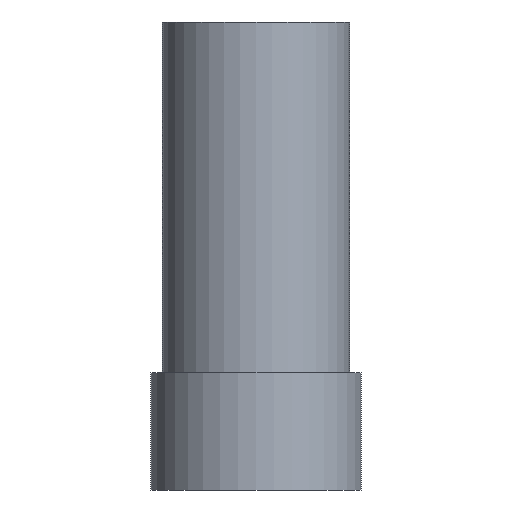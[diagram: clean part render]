
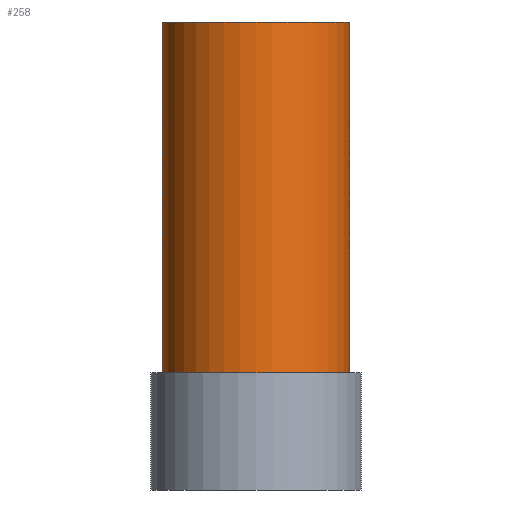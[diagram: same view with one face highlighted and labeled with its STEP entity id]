
A CAD part, front view. The second image highlights one B-rep face of the part: STEP entity #258.
In plain terms, the highlighted cylindrical face has radius 4 mm (diameter 8 mm), a full revolution.
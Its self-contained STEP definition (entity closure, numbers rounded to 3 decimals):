
#188 = EDGE_CURVE('',#189,#189,#191,.T.);
#189 = VERTEX_POINT('',#190);
#190 = CARTESIAN_POINT('',(4.,-15.,5.));
#191 = CIRCLE('',#192,4.);
#192 = AXIS2_PLACEMENT_3D('',#193,#194,#195);
#193 = CARTESIAN_POINT('',(0.,-15.,5.));
#194 = DIRECTION('',(0.,0.,-1.));
#195 = DIRECTION('',(1.,0.,0.));
#258 = ADVANCED_FACE('',(#259,#278),#323,.T.);
#259 = FACE_BOUND('',#260,.F.);
#260 = EDGE_LOOP('',(#261,#262,#270,#277));
#261 = ORIENTED_EDGE('',*,*,#188,.T.);
#262 = ORIENTED_EDGE('',*,*,#263,.T.);
#263 = EDGE_CURVE('',#189,#264,#266,.T.);
#264 = VERTEX_POINT('',#265);
#265 = CARTESIAN_POINT('',(4.,-15.,20.));
#266 = LINE('',#267,#268);
#267 = CARTESIAN_POINT('',(4.,-15.,1.));
#268 = VECTOR('',#269,1.);
#269 = DIRECTION('',(0.,0.,1.));
#270 = ORIENTED_EDGE('',*,*,#271,.T.);
#271 = EDGE_CURVE('',#264,#264,#272,.T.);
#272 = CIRCLE('',#273,4.);
#273 = AXIS2_PLACEMENT_3D('',#274,#275,#276);
#274 = CARTESIAN_POINT('',(0.,-15.,20.));
#275 = DIRECTION('',(0.,0.,1.));
#276 = DIRECTION('',(1.,0.,0.));
#277 = ORIENTED_EDGE('',*,*,#263,.F.);
#278 = FACE_BOUND('',#279,.F.);
#279 = EDGE_LOOP('',(#280,#290,#299,#307,#316));
#280 = ORIENTED_EDGE('',*,*,#281,.F.);
#281 = EDGE_CURVE('',#282,#284,#286,.T.);
#282 = VERTEX_POINT('',#283);
#283 = CARTESIAN_POINT('',(-2.5,-11.878,19.));
#284 = VERTEX_POINT('',#285);
#285 = CARTESIAN_POINT('',(-2.5,-11.878,11.));
#286 = LINE('',#287,#288);
#287 = CARTESIAN_POINT('',(-2.5,-11.878,1.));
#288 = VECTOR('',#289,1.);
#289 = DIRECTION('',(-0.,-0.,-1.));
#290 = ORIENTED_EDGE('',*,*,#291,.T.);
#291 = EDGE_CURVE('',#282,#292,#294,.T.);
#292 = VERTEX_POINT('',#293);
#293 = CARTESIAN_POINT('',(2.5,-11.878,19.));
#294 = CIRCLE('',#295,4.);
#295 = AXIS2_PLACEMENT_3D('',#296,#297,#298);
#296 = CARTESIAN_POINT('',(0.,-15.,19.));
#297 = DIRECTION('',(0.,0.,-1.));
#298 = DIRECTION('',(1.,0.,0.));
#299 = ORIENTED_EDGE('',*,*,#300,.T.);
#300 = EDGE_CURVE('',#292,#301,#303,.T.);
#301 = VERTEX_POINT('',#302);
#302 = CARTESIAN_POINT('',(2.5,-11.878,11.));
#303 = LINE('',#304,#305);
#304 = CARTESIAN_POINT('',(2.5,-11.878,1.));
#305 = VECTOR('',#306,1.);
#306 = DIRECTION('',(-0.,-0.,-1.));
#307 = ORIENTED_EDGE('',*,*,#308,.F.);
#308 = EDGE_CURVE('',#309,#301,#311,.T.);
#309 = VERTEX_POINT('',#310);
#310 = CARTESIAN_POINT('',(0.,-11.,11.));
#311 = CIRCLE('',#312,4.);
#312 = AXIS2_PLACEMENT_3D('',#313,#314,#315);
#313 = CARTESIAN_POINT('',(0.,-15.,11.));
#314 = DIRECTION('',(0.,0.,-1.));
#315 = DIRECTION('',(1.,0.,0.));
#316 = ORIENTED_EDGE('',*,*,#317,.F.);
#317 = EDGE_CURVE('',#284,#309,#318,.T.);
#318 = CIRCLE('',#319,4.);
#319 = AXIS2_PLACEMENT_3D('',#320,#321,#322);
#320 = CARTESIAN_POINT('',(0.,-15.,11.));
#321 = DIRECTION('',(0.,0.,-1.));
#322 = DIRECTION('',(1.,0.,0.));
#323 = CYLINDRICAL_SURFACE('',#324,4.);
#324 = AXIS2_PLACEMENT_3D('',#325,#326,#327);
#325 = CARTESIAN_POINT('',(0.,-15.,1.));
#326 = DIRECTION('',(-0.,-0.,-1.));
#327 = DIRECTION('',(1.,0.,0.));
